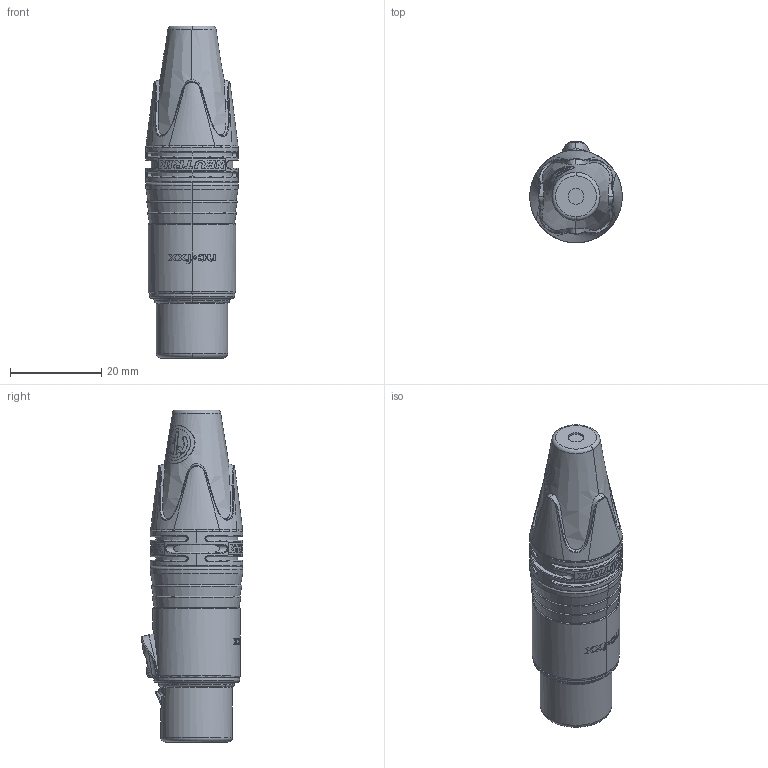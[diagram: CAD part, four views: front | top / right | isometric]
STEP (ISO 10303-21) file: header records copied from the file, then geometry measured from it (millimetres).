
FILE_DESCRIPTION((''),'2;1');
FILE_NAME('30010464','2024-06-24T08:57:31',('phk'),(''),'CREO PARAMETRIC BY PTC INC, 2023424','CREO PARAMETRIC BY PTC INC, 2023424','');
FILE_SCHEMA(('AUTOMOTIVE_DESIGN { 1 0 10303 214 1 1 1 1 }'));
Products named in the file (1): 30010464
Bounding box: 20.33 x 22.36 x 72.94 mm (x, y, z)
Volume: 17367.8 mm3; surface area: 5390.7 mm2
Topology: 1 solids, 1 shells, 1055 faces, 2813 edges, 1870 vertices
Faces by surface type: plane 531, bspline 203, cylinder 122, extrusion 112, torus 58, cone 20, sphere 7, revolution 2
Entity records: 49254 total; most frequent: CARTESIAN_POINT 24462, ORIENTED_EDGE 5546, DIRECTION 4176, EDGE_CURVE 2773, VERTEX_POINT 1779, VECTOR 1550, LINE 1438, AXIS2_PLACEMENT_3D 1312
